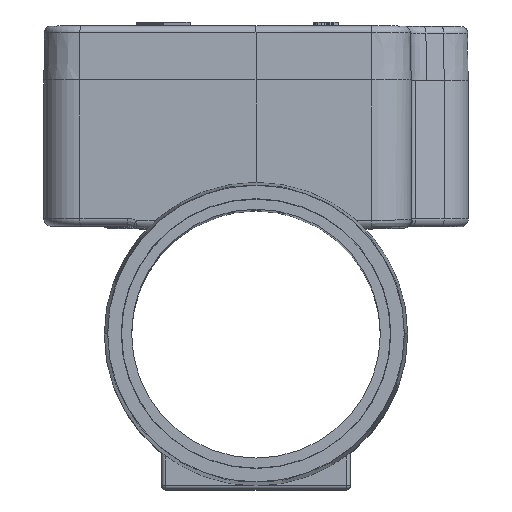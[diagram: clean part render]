
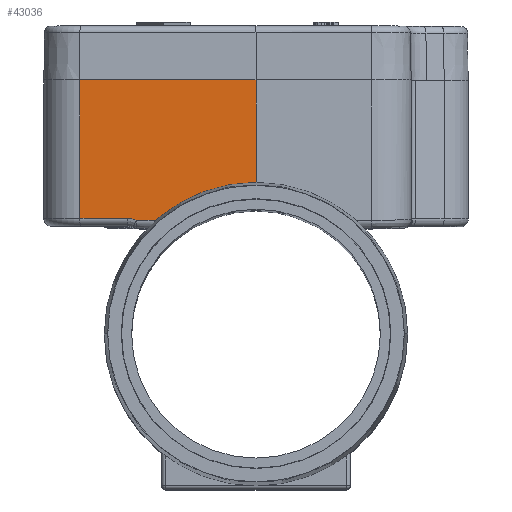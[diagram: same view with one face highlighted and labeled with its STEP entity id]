
A CAD part, top view. The second image highlights one B-rep face of the part: STEP entity #43036.
In plain terms, the highlighted planar face has unit normal (-0.018, 0, 1).
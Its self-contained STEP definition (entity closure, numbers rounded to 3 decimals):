
#851 = CARTESIAN_POINT ( 'NONE',  ( -9.535, 8.6, 13.334 ) ) ;
#1491 = AXIS2_PLACEMENT_3D ( 'NONE', #8416, #34182, #12060 ) ;
#2600 = VERTEX_POINT ( 'NONE', #40362 ) ;
#2724 = ORIENTED_EDGE ( 'NONE', *, *, #25029, .T. ) ;
#3295 = DIRECTION ( 'NONE',  ( 1., -0.017, 0.017 ) ) ;
#3771 = DIRECTION ( 'NONE',  ( 0., 1., 0. ) ) ;
#4196 = CARTESIAN_POINT ( 'NONE',  ( 0., -11.245, 13.5 ) ) ;
#4344 = CARTESIAN_POINT ( 'NONE',  ( -8.862, 8.452, 13.345 ) ) ;
#4511 = CARTESIAN_POINT ( 'NONE',  ( -8.849, 8.449, 13.346 ) ) ;
#4932 = VECTOR ( 'NONE', #44816, 1000. ) ;
#5019 = CARTESIAN_POINT ( 'NONE',  ( -13.048, 18.85, 13.272 ) ) ;
#5145 = ORIENTED_EDGE ( 'NONE', *, *, #17693, .T. ) ;
#5420 = LINE ( 'NONE', #38250, #24913 ) ;
#6281 = CARTESIAN_POINT ( 'NONE',  ( -9.524, 8.6, 13.334 ) ) ;
#6376 = EDGE_CURVE ( 'NONE', #22498, #39564, #8815, .T. ) ;
#6693 = CARTESIAN_POINT ( 'NONE',  ( -9.083, 8.552, 13.341 ) ) ;
#6913 = VECTOR ( 'NONE', #28409, 1000. ) ;
#7218 = ORIENTED_EDGE ( 'NONE', *, *, #6376, .T. ) ;
#7437 = CARTESIAN_POINT ( 'NONE',  ( -6.243, 8.403, 13.391 ) ) ;
#7553 = CARTESIAN_POINT ( 'NONE',  ( -8.875, 8.458, 13.345 ) ) ;
#8416 = CARTESIAN_POINT ( 'NONE',  ( -13.048, -11.245, 13.272 ) ) ;
#8656 = DIRECTION ( 'NONE',  ( 1., 0., 0.017 ) ) ;
#8815 =( BOUNDED_CURVE ( )  B_SPLINE_CURVE ( 3, ( #16851, #17524, #16609, #16518 ),
 .UNSPECIFIED., .F., .F. ) 
 B_SPLINE_CURVE_WITH_KNOTS ( ( 4, 4 ),
 ( 4.137, 4.712 ),
 .UNSPECIFIED. ) 
 CURVE ( )  GEOMETRIC_REPRESENTATION_ITEM ( )  RATIONAL_B_SPLINE_CURVE ( ( 1., 0.973, 0.973, 1. ) ) 
 REPRESENTATION_ITEM ( '' )  );
#8852 = VERTEX_POINT ( 'NONE', #36972 ) ;
#9349 = LINE ( 'NONE', #7437, #36442 ) ;
#9585 = VERTEX_POINT ( 'NONE', #851 ) ;
#11266 = VECTOR ( 'NONE', #8656, 1000. ) ;
#11547 = CARTESIAN_POINT ( 'NONE',  ( -13.048, 8.6, 13.272 ) ) ;
#12060 = DIRECTION ( 'NONE',  ( 1., 0., 0.017 ) ) ;
#13215 = VERTEX_POINT ( 'NONE', #47304 ) ;
#14166 = EDGE_CURVE ( 'NONE', #22400, #13215, #5420, .T. ) ;
#16518 = CARTESIAN_POINT ( 'NONE',  ( 0., 10., 13.5 ) ) ;
#16609 = CARTESIAN_POINT ( 'NONE',  ( -1.945, 10., 13.466 ) ) ;
#16851 = CARTESIAN_POINT ( 'NONE',  ( -5.442, 8.389, 13.405 ) ) ;
#17524 = CARTESIAN_POINT ( 'NONE',  ( -3.81, 9.448, 13.433 ) ) ;
#17693 = EDGE_CURVE ( 'NONE', #2600, #22498, #9349, .T. ) ;
#22400 = VERTEX_POINT ( 'NONE', #11547 ) ;
#22498 = VERTEX_POINT ( 'NONE', #26978 ) ;
#22719 = EDGE_CURVE ( 'NONE', #22400, #9585, #37431, .T. ) ;
#23616 = EDGE_LOOP ( 'NONE', ( #5145, #7218, #38125, #40205, #33265, #24084, #2724, #24123 ) ) ;
#24084 = ORIENTED_EDGE ( 'NONE', *, *, #22719, .T. ) ;
#24123 = ORIENTED_EDGE ( 'NONE', *, *, #38805, .T. ) ;
#24913 = VECTOR ( 'NONE', #3771, 1000. ) ;
#25029 = EDGE_CURVE ( 'NONE', #9585, #44182, #27914, .T. ) ;
#26978 = CARTESIAN_POINT ( 'NONE',  ( -5.442, 8.389, 13.405 ) ) ;
#27914 =( BOUNDED_CURVE ( )  B_SPLINE_CURVE ( 3, ( #43230, #39676, #6693, #32444 ),
 .UNSPECIFIED., .F., .F. ) 
 B_SPLINE_CURVE_WITH_KNOTS ( ( 4, 4 ),
 ( 1.571, 1.996 ),
 .UNSPECIFIED. ) 
 CURVE ( )  GEOMETRIC_REPRESENTATION_ITEM ( )  RATIONAL_B_SPLINE_CURVE ( ( 1., 0.985, 0.985, 1. ) ) 
 REPRESENTATION_ITEM ( '' )  );
#28409 = DIRECTION ( 'NONE',  ( 1., 0., 0.017 ) ) ;
#30178 = CARTESIAN_POINT ( 'NONE',  ( -8.835, 8.449, 13.346 ) ) ;
#30856 = LINE ( 'NONE', #5019, #11266 ) ;
#31219 = CARTESIAN_POINT ( 'NONE',  ( 0., 10., 13.5 ) ) ;
#32444 = CARTESIAN_POINT ( 'NONE',  ( -8.875, 8.458, 13.345 ) ) ;
#33265 = ORIENTED_EDGE ( 'NONE', *, *, #14166, .F. ) ;
#33754 = CARTESIAN_POINT ( 'NONE',  ( -8.875, 8.458, 13.345 ) ) ;
#34182 = DIRECTION ( 'NONE',  ( -0.017, 0., 1. ) ) ;
#34463 = EDGE_CURVE ( 'NONE', #13215, #8852, #30856, .T. ) ;
#35001 = EDGE_CURVE ( 'NONE', #39564, #8852, #44080, .T. ) ;
#36442 = VECTOR ( 'NONE', #3295, 1000. ) ;
#36972 = CARTESIAN_POINT ( 'NONE',  ( 0., 18.85, 13.5 ) ) ;
#37431 = LINE ( 'NONE', #6281, #6913 ) ;
#37720 = PLANE ( 'NONE',  #1491 ) ;
#38125 = ORIENTED_EDGE ( 'NONE', *, *, #35001, .T. ) ;
#38250 = CARTESIAN_POINT ( 'NONE',  ( -13.048, -11.245, 13.272 ) ) ;
#38805 = EDGE_CURVE ( 'NONE', #44182, #2600, #43945, .T. ) ;
#39564 = VERTEX_POINT ( 'NONE', #31219 ) ;
#39676 = CARTESIAN_POINT ( 'NONE',  ( -9.306, 8.6, 13.338 ) ) ;
#40205 = ORIENTED_EDGE ( 'NONE', *, *, #34463, .F. ) ;
#40362 = CARTESIAN_POINT ( 'NONE',  ( -8.835, 8.449, 13.346 ) ) ;
#41068 = FACE_OUTER_BOUND ( 'NONE', #23616, .T. ) ;
#43036 = ADVANCED_FACE ( 'NONE', ( #41068 ), #37720, .T. ) ;
#43230 = CARTESIAN_POINT ( 'NONE',  ( -9.535, 8.6, 13.334 ) ) ;
#43945 =( BOUNDED_CURVE ( )  B_SPLINE_CURVE ( 3, ( #33754, #4344, #4511, #30178 ),
 .UNSPECIFIED., .F., .F. ) 
 B_SPLINE_CURVE_WITH_KNOTS ( ( 4, 4 ),
 ( 1.146, 1.553 ),
 .UNSPECIFIED. ) 
 CURVE ( )  GEOMETRIC_REPRESENTATION_ITEM ( )  RATIONAL_B_SPLINE_CURVE ( ( 1., 0.986, 0.986, 1. ) ) 
 REPRESENTATION_ITEM ( '' )  );
#44080 = LINE ( 'NONE', #4196, #4932 ) ;
#44182 = VERTEX_POINT ( 'NONE', #7553 ) ;
#44816 = DIRECTION ( 'NONE',  ( 0., 1., 0. ) ) ;
#47304 = CARTESIAN_POINT ( 'NONE',  ( -13.048, 18.85, 13.272 ) ) ;
